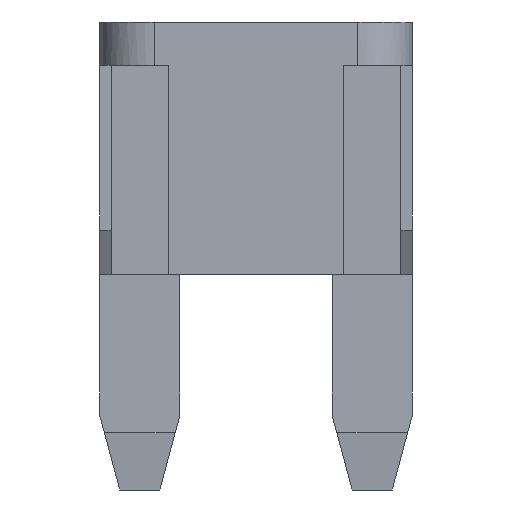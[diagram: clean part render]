
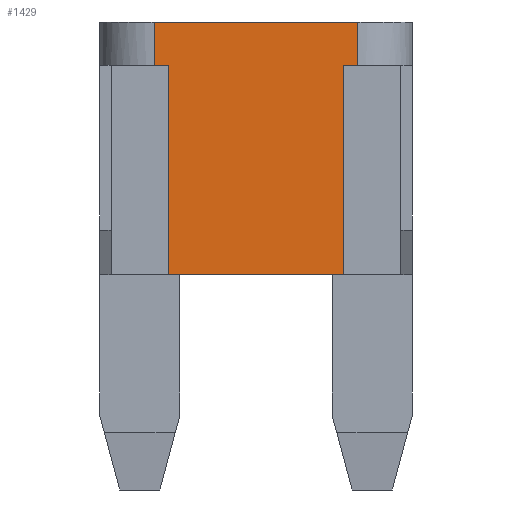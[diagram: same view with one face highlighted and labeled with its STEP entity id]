
A CAD part, front view. The second image highlights one B-rep face of the part: STEP entity #1429.
In plain terms, the highlighted planar face has unit normal (0, -1, 0).
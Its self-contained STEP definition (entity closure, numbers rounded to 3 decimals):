
#221 = VERTEX_POINT ( 'NONE', #7984 ) ;
#404 = CARTESIAN_POINT ( 'NONE',  ( -5.45, -1.9, 0. ) ) ;
#425 = EDGE_CURVE ( 'NONE', #4367, #4407, #908, .T. ) ;
#431 = CARTESIAN_POINT ( 'NONE',  ( 3.05, -1.9, 0. ) ) ;
#443 = DIRECTION ( 'NONE',  ( 1., 0., 0. ) ) ;
#476 = EDGE_CURVE ( 'NONE', #1902, #713, #4382, .T. ) ;
#518 = CARTESIAN_POINT ( 'NONE',  ( 3.55, -1.9, 7.3 ) ) ;
#573 = VECTOR ( 'NONE', #443, 1000. ) ;
#713 = VERTEX_POINT ( 'NONE', #1644 ) ;
#908 = LINE ( 'NONE', #7424, #2784 ) ;
#1281 = FACE_OUTER_BOUND ( 'NONE', #9991, .T. ) ;
#1429 = ADVANCED_FACE ( 'NONE', ( #1281 ), #7205, .F. ) ;
#1644 = CARTESIAN_POINT ( 'NONE',  ( -3.05, -1.9, 7.3 ) ) ;
#1703 = ORIENTED_EDGE ( 'NONE', *, *, #7351, .F. ) ;
#1902 = VERTEX_POINT ( 'NONE', #10207 ) ;
#2157 = DIRECTION ( 'NONE',  ( 0., 0., 1. ) ) ;
#2169 = VECTOR ( 'NONE', #6562, 1000. ) ;
#2740 = CARTESIAN_POINT ( 'NONE',  ( -3.55, -1.9, 8.8 ) ) ;
#2784 = VECTOR ( 'NONE', #3521, 1000. ) ;
#2823 = VECTOR ( 'NONE', #9243, 1000. ) ;
#2839 = LINE ( 'NONE', #518, #4436 ) ;
#2852 = ORIENTED_EDGE ( 'NONE', *, *, #7595, .F. ) ;
#3098 = DIRECTION ( 'NONE',  ( -1., 0., 0. ) ) ;
#3323 = ORIENTED_EDGE ( 'NONE', *, *, #5374, .T. ) ;
#3379 = CARTESIAN_POINT ( 'NONE',  ( -3.55, -1.9, 7.3 ) ) ;
#3419 = VECTOR ( 'NONE', #3098, 1000. ) ;
#3438 = CARTESIAN_POINT ( 'NONE',  ( -5.45, -1.9, 8.8 ) ) ;
#3521 = DIRECTION ( 'NONE',  ( 1., 0., 0. ) ) ;
#3629 = VERTEX_POINT ( 'NONE', #7301 ) ;
#3698 = AXIS2_PLACEMENT_3D ( 'NONE', #3438, #8919, #8864 ) ;
#3767 = EDGE_CURVE ( 'NONE', #1902, #4194, #5380, .T. ) ;
#3782 = CARTESIAN_POINT ( 'NONE',  ( -5.05, -1.9, 7.3 ) ) ;
#3905 = VECTOR ( 'NONE', #10139, 1000. ) ;
#4194 = VERTEX_POINT ( 'NONE', #431 ) ;
#4367 = VERTEX_POINT ( 'NONE', #6335 ) ;
#4382 = LINE ( 'NONE', #10017, #6714 ) ;
#4407 = VERTEX_POINT ( 'NONE', #7090 ) ;
#4436 = VECTOR ( 'NONE', #8378, 1000. ) ;
#4623 = LINE ( 'NONE', #5513, #3905 ) ;
#5374 = EDGE_CURVE ( 'NONE', #4194, #4367, #4623, .T. ) ;
#5380 = LINE ( 'NONE', #404, #573 ) ;
#5497 = LINE ( 'NONE', #3379, #2169 ) ;
#5513 = CARTESIAN_POINT ( 'NONE',  ( 3.05, -1.9, 0. ) ) ;
#6046 = ORIENTED_EDGE ( 'NONE', *, *, #3767, .T. ) ;
#6189 = EDGE_CURVE ( 'NONE', #4407, #221, #2839, .T. ) ;
#6335 = CARTESIAN_POINT ( 'NONE',  ( 3.05, -1.9, 7.3 ) ) ;
#6534 = ORIENTED_EDGE ( 'NONE', *, *, #425, .T. ) ;
#6562 = DIRECTION ( 'NONE',  ( 0., 0., 1. ) ) ;
#6714 = VECTOR ( 'NONE', #2157, 1000. ) ;
#7090 = CARTESIAN_POINT ( 'NONE',  ( 3.55, -1.9, 7.3 ) ) ;
#7200 = ORIENTED_EDGE ( 'NONE', *, *, #9175, .F. ) ;
#7205 = PLANE ( 'NONE',  #3698 ) ;
#7238 = ORIENTED_EDGE ( 'NONE', *, *, #476, .F. ) ;
#7301 = CARTESIAN_POINT ( 'NONE',  ( -3.55, -1.9, 7.3 ) ) ;
#7351 = EDGE_CURVE ( 'NONE', #3629, #9889, #5497, .T. ) ;
#7424 = CARTESIAN_POINT ( 'NONE',  ( 5.05, -1.9, 7.3 ) ) ;
#7586 = LINE ( 'NONE', #3782, #3419 ) ;
#7595 = EDGE_CURVE ( 'NONE', #713, #3629, #7586, .T. ) ;
#7601 = CARTESIAN_POINT ( 'NONE',  ( -5.45, -1.9, 8.8 ) ) ;
#7740 = ORIENTED_EDGE ( 'NONE', *, *, #6189, .T. ) ;
#7984 = CARTESIAN_POINT ( 'NONE',  ( 3.55, -1.9, 8.8 ) ) ;
#8378 = DIRECTION ( 'NONE',  ( 0., 0., 1. ) ) ;
#8864 = DIRECTION ( 'NONE',  ( 0., 0., 1. ) ) ;
#8919 = DIRECTION ( 'NONE',  ( 0., 1., 0. ) ) ;
#9175 = EDGE_CURVE ( 'NONE', #9889, #221, #10091, .T. ) ;
#9243 = DIRECTION ( 'NONE',  ( 1., 0., 0. ) ) ;
#9889 = VERTEX_POINT ( 'NONE', #2740 ) ;
#9991 = EDGE_LOOP ( 'NONE', ( #3323, #6534, #7740, #7200, #1703, #2852, #7238, #6046 ) ) ;
#10017 = CARTESIAN_POINT ( 'NONE',  ( -3.05, -1.9, 0. ) ) ;
#10091 = LINE ( 'NONE', #7601, #2823 ) ;
#10139 = DIRECTION ( 'NONE',  ( 0., 0., 1. ) ) ;
#10207 = CARTESIAN_POINT ( 'NONE',  ( -3.05, -1.9, 0. ) ) ;
